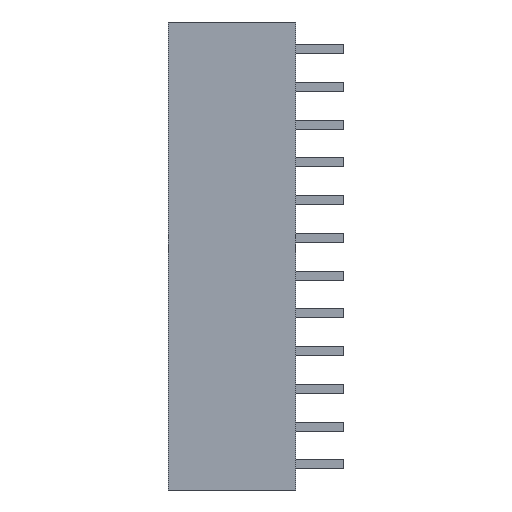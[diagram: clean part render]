
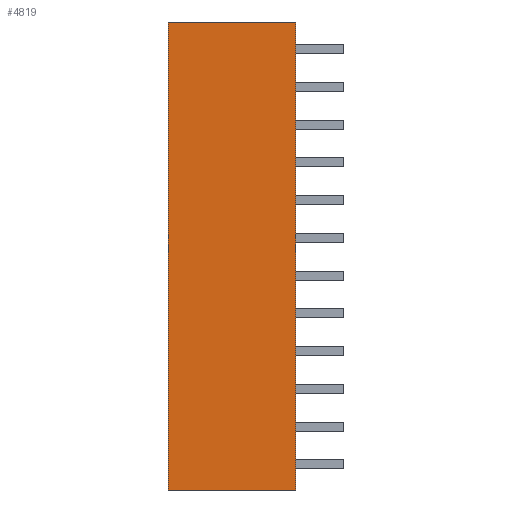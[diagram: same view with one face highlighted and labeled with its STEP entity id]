
A CAD part, left-side view. The second image highlights one B-rep face of the part: STEP entity #4819.
In plain terms, the highlighted planar face has unit normal (-1, 0, 0).
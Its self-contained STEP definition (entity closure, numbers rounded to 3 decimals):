
#237=FACE_OUTER_BOUND('',#463,.T.);
#463=EDGE_LOOP('',(#4371,#4372,#4373,#4374));
#1157=LINE('',#7524,#1853);
#1158=LINE('',#7527,#1854);
#1159=LINE('',#7529,#1855);
#1160=LINE('',#7530,#1856);
#1853=VECTOR('',#6163,10.);
#1854=VECTOR('',#6166,10.);
#1855=VECTOR('',#6167,10.);
#1856=VECTOR('',#6168,10.);
#2303=VERTEX_POINT('',#7520);
#2304=VERTEX_POINT('',#7522);
#2305=VERTEX_POINT('',#7526);
#2306=VERTEX_POINT('',#7528);
#2997=EDGE_CURVE('',#2303,#2304,#1157,.T.);
#2998=EDGE_CURVE('',#2305,#2303,#1158,.T.);
#2999=EDGE_CURVE('',#2306,#2304,#1159,.T.);
#3000=EDGE_CURVE('',#2305,#2306,#1160,.T.);
#4371=ORIENTED_EDGE('',*,*,#2998,.T.);
#4372=ORIENTED_EDGE('',*,*,#2997,.T.);
#4373=ORIENTED_EDGE('',*,*,#2999,.F.);
#4374=ORIENTED_EDGE('',*,*,#3000,.F.);
#4605=PLANE('',#5047);
#4819=ADVANCED_FACE('',(#237),#4605,.T.);
#5047=AXIS2_PLACEMENT_3D('',#7525,#6164,#6165);
#6163=DIRECTION('',(0.,0.,-1.));
#6164=DIRECTION('center_axis',(-1.,0.,0.));
#6165=DIRECTION('ref_axis',(0.,1.,0.));
#6166=DIRECTION('',(0.,1.,0.));
#6167=DIRECTION('',(0.,1.,0.));
#6168=DIRECTION('',(0.,0.,-1.));
#7520=CARTESIAN_POINT('',(-4.95,8.391,0.));
#7522=CARTESIAN_POINT('',(-4.95,8.391,-31.));
#7524=CARTESIAN_POINT('',(-4.95,8.391,0.));
#7525=CARTESIAN_POINT('Origin',(-4.95,-0.059,0.));
#7526=CARTESIAN_POINT('',(-4.95,-0.059,0.));
#7527=CARTESIAN_POINT('',(-4.95,-0.059,0.));
#7528=CARTESIAN_POINT('',(-4.95,-0.059,-31.));
#7529=CARTESIAN_POINT('',(-4.95,-0.059,-31.));
#7530=CARTESIAN_POINT('',(-4.95,-0.059,0.));
